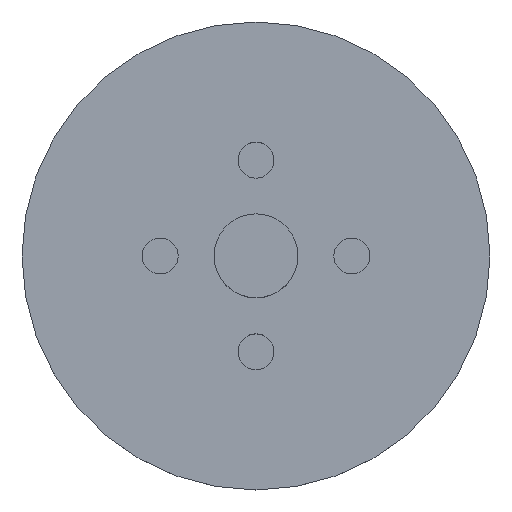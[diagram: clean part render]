
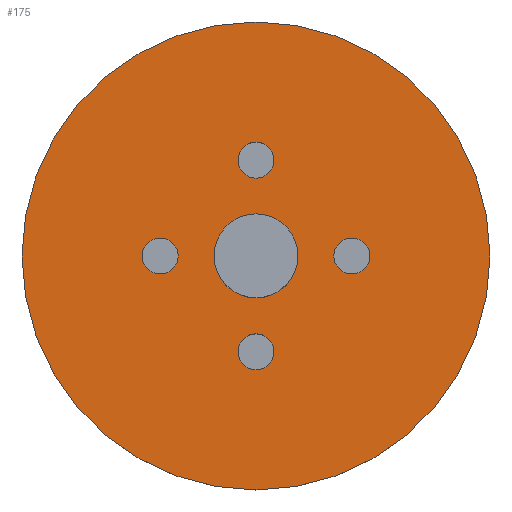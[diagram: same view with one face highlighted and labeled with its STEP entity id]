
A CAD part, top view. The second image highlights one B-rep face of the part: STEP entity #175.
In plain terms, the highlighted planar face has unit normal (0, 0, 1).
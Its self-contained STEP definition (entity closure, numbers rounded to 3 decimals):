
#17=FACE_BOUND('',#53,.T.);
#18=FACE_BOUND('',#54,.T.);
#19=FACE_BOUND('',#55,.T.);
#20=FACE_BOUND('',#56,.T.);
#21=FACE_BOUND('',#57,.T.);
#27=PLANE('',#215);
#39=FACE_OUTER_BOUND('',#52,.T.);
#52=EDGE_LOOP('',(#148));
#53=EDGE_LOOP('',(#149));
#54=EDGE_LOOP('',(#150));
#55=EDGE_LOOP('',(#151));
#56=EDGE_LOOP('',(#152));
#57=EDGE_LOOP('',(#153));
#71=CIRCLE('',#192,1.5);
#73=CIRCLE('',#196,1.5);
#75=CIRCLE('',#200,1.5);
#77=CIRCLE('',#204,1.5);
#80=CIRCLE('',#209,3.5);
#81=CIRCLE('',#212,19.53);
#84=VERTEX_POINT('',#276);
#86=VERTEX_POINT('',#283);
#88=VERTEX_POINT('',#290);
#90=VERTEX_POINT('',#297);
#93=VERTEX_POINT('',#306);
#94=VERTEX_POINT('',#311);
#98=EDGE_CURVE('',#84,#84,#71,.T.);
#101=EDGE_CURVE('',#86,#86,#73,.T.);
#104=EDGE_CURVE('',#88,#88,#75,.T.);
#107=EDGE_CURVE('',#90,#90,#77,.T.);
#112=EDGE_CURVE('',#93,#93,#80,.T.);
#113=EDGE_CURVE('',#94,#94,#81,.T.);
#148=ORIENTED_EDGE('',*,*,#113,.T.);
#149=ORIENTED_EDGE('',*,*,#98,.T.);
#150=ORIENTED_EDGE('',*,*,#101,.T.);
#151=ORIENTED_EDGE('',*,*,#104,.T.);
#152=ORIENTED_EDGE('',*,*,#107,.T.);
#153=ORIENTED_EDGE('',*,*,#112,.T.);
#175=ADVANCED_FACE('',(#39,#17,#18,#19,#20,#21),#27,.T.);
#192=AXIS2_PLACEMENT_3D('',#277,#220,#221);
#196=AXIS2_PLACEMENT_3D('',#284,#229,#230);
#200=AXIS2_PLACEMENT_3D('',#291,#238,#239);
#204=AXIS2_PLACEMENT_3D('',#298,#247,#248);
#209=AXIS2_PLACEMENT_3D('',#308,#259,#260);
#212=AXIS2_PLACEMENT_3D('',#312,#265,#266);
#215=AXIS2_PLACEMENT_3D('',#318,#272,#273);
#220=DIRECTION('center_axis',(0.,0.,-1.));
#221=DIRECTION('ref_axis',(-1.,0.,0.));
#229=DIRECTION('center_axis',(0.,0.,-1.));
#230=DIRECTION('ref_axis',(-1.,0.,0.));
#238=DIRECTION('center_axis',(0.,0.,-1.));
#239=DIRECTION('ref_axis',(-1.,0.,0.));
#247=DIRECTION('center_axis',(0.,0.,-1.));
#248=DIRECTION('ref_axis',(-1.,0.,0.));
#259=DIRECTION('center_axis',(0.,0.,-1.));
#260=DIRECTION('ref_axis',(-1.,0.,0.));
#265=DIRECTION('center_axis',(0.,0.,1.));
#266=DIRECTION('ref_axis',(1.,0.,0.));
#272=DIRECTION('center_axis',(0.,0.,1.));
#273=DIRECTION('ref_axis',(1.,0.,0.));
#276=CARTESIAN_POINT('',(-6.5,0.,175.8));
#277=CARTESIAN_POINT('Origin',(-8.,0.,175.8));
#283=CARTESIAN_POINT('',(1.5,-8.,175.8));
#284=CARTESIAN_POINT('Origin',(0.,-8.,175.8));
#290=CARTESIAN_POINT('',(1.5,8.,175.8));
#291=CARTESIAN_POINT('Origin',(0.,8.,175.8));
#297=CARTESIAN_POINT('',(9.5,0.,175.8));
#298=CARTESIAN_POINT('Origin',(8.,0.,175.8));
#306=CARTESIAN_POINT('',(3.5,0.,175.8));
#308=CARTESIAN_POINT('Origin',(0.,0.,175.8));
#311=CARTESIAN_POINT('',(-19.53,0.,175.8));
#312=CARTESIAN_POINT('Origin',(0.,0.,175.8));
#318=CARTESIAN_POINT('Origin',(0.,0.,175.8));
